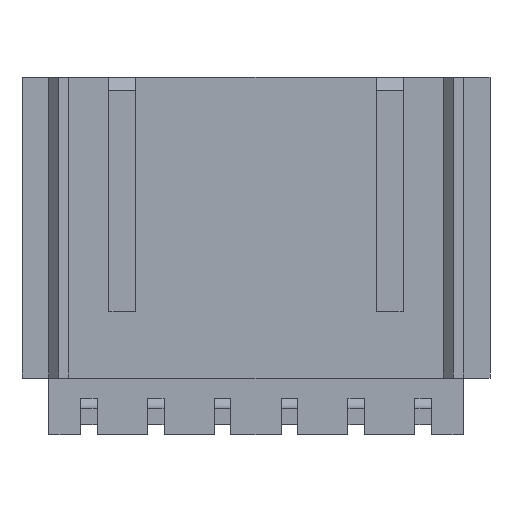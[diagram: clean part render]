
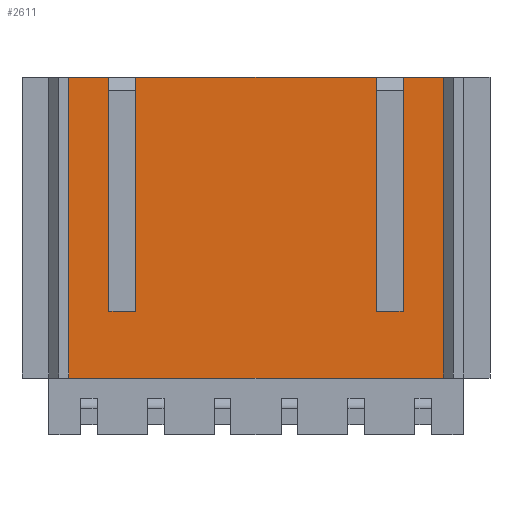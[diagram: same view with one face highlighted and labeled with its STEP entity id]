
A CAD part, front view. The second image highlights one B-rep face of the part: STEP entity #2611.
In plain terms, the highlighted planar face has unit normal (0, -1, 0).
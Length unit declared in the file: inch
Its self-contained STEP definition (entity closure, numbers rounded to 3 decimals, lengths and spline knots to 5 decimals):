
#13=DIRECTION('',(1.,0.,0.));
#14=VECTOR('',#13,0.56);
#15=CARTESIAN_POINT('',(-0.28,-0.1,-0.225));
#16=LINE('',#15,#14);
#65=DIRECTION('',(1.,0.,0.));
#66=VECTOR('',#65,0.04);
#67=CARTESIAN_POINT('',(-0.22,-0.1,-0.125));
#68=LINE('',#67,#66);
#69=DIRECTION('',(0.,0.,-1.));
#70=VECTOR('',#69,0.35);
#71=CARTESIAN_POINT('',(-0.18,-0.1,0.225));
#72=LINE('',#71,#70);
#73=DIRECTION('',(0.,0.,-1.));
#74=VECTOR('',#73,0.35);
#75=CARTESIAN_POINT('',(0.18,-0.1,0.225));
#76=LINE('',#75,#74);
#77=DIRECTION('',(1.,0.,0.));
#78=VECTOR('',#77,0.04);
#79=CARTESIAN_POINT('',(0.18,-0.1,-0.125));
#80=LINE('',#79,#78);
#81=DIRECTION('',(0.,0.,-1.));
#82=VECTOR('',#81,0.35);
#83=CARTESIAN_POINT('',(0.22,-0.1,0.225));
#84=LINE('',#83,#82);
#85=DIRECTION('',(0.,0.,1.));
#86=VECTOR('',#85,0.45);
#87=CARTESIAN_POINT('',(0.28,-0.1,-0.225));
#88=LINE('',#87,#86);
#89=DIRECTION('',(0.,0.,1.));
#90=VECTOR('',#89,0.45);
#91=CARTESIAN_POINT('',(-0.28,-0.1,-0.225));
#92=LINE('',#91,#90);
#93=DIRECTION('',(0.,0.,-1.));
#94=VECTOR('',#93,0.35);
#95=CARTESIAN_POINT('',(-0.22,-0.1,0.225));
#96=LINE('',#95,#94);
#105=DIRECTION('',(1.,0.,0.));
#106=VECTOR('',#105,0.36);
#107=CARTESIAN_POINT('',(-0.18,-0.1,0.225));
#108=LINE('',#107,#106);
#121=DIRECTION('',(1.,0.,0.));
#122=VECTOR('',#121,0.06);
#123=CARTESIAN_POINT('',(-0.28,-0.1,0.225));
#124=LINE('',#123,#122);
#177=DIRECTION('',(1.,0.,0.));
#178=VECTOR('',#177,0.06);
#179=CARTESIAN_POINT('',(0.22,-0.1,0.225));
#180=LINE('',#179,#178);
#2033=CARTESIAN_POINT('',(0.18,-0.1,0.225));
#2035=VERTEX_POINT('',#2033);
#2037=CARTESIAN_POINT('',(0.22,-0.1,0.225));
#2039=VERTEX_POINT('',#2037);
#2041=CARTESIAN_POINT('',(-0.22,-0.1,-0.125));
#2042=CARTESIAN_POINT('',(-0.18,-0.1,-0.125));
#2043=VERTEX_POINT('',#2041);
#2044=VERTEX_POINT('',#2042);
#2045=CARTESIAN_POINT('',(0.18,-0.1,-0.125));
#2046=VERTEX_POINT('',#2045);
#2047=CARTESIAN_POINT('',(0.22,-0.1,-0.125));
#2048=VERTEX_POINT('',#2047);
#2077=CARTESIAN_POINT('',(-0.22,-0.1,0.225));
#2078=VERTEX_POINT('',#2077);
#2079=CARTESIAN_POINT('',(-0.18,-0.1,0.225));
#2080=VERTEX_POINT('',#2079);
#2161=CARTESIAN_POINT('',(0.28,-0.1,-0.225));
#2162=CARTESIAN_POINT('',(0.28,-0.1,0.225));
#2163=VERTEX_POINT('',#2161);
#2164=VERTEX_POINT('',#2162);
#2173=CARTESIAN_POINT('',(-0.28,-0.1,-0.225));
#2174=CARTESIAN_POINT('',(-0.28,-0.1,0.225));
#2175=VERTEX_POINT('',#2173);
#2176=VERTEX_POINT('',#2174);
#2581=CARTESIAN_POINT('',(-0.35,-0.1,-0.225));
#2582=DIRECTION('',(0.,-1.,0.));
#2583=DIRECTION('',(1.,0.,0.));
#2584=AXIS2_PLACEMENT_3D('',#2581,#2582,#2583);
#2585=PLANE('',#2584);
#2587=ORIENTED_EDGE('',*,*,#2586,.T.);
#2589=ORIENTED_EDGE('',*,*,#2588,.F.);
#2591=ORIENTED_EDGE('',*,*,#2590,.T.);
#2593=ORIENTED_EDGE('',*,*,#2592,.T.);
#2595=ORIENTED_EDGE('',*,*,#2594,.T.);
#2597=ORIENTED_EDGE('',*,*,#2596,.F.);
#2599=ORIENTED_EDGE('',*,*,#2598,.T.);
#2601=ORIENTED_EDGE('',*,*,#2600,.F.);
#2602=ORIENTED_EDGE('',*,*,#2524,.F.);
#2604=ORIENTED_EDGE('',*,*,#2603,.T.);
#2606=ORIENTED_EDGE('',*,*,#2605,.T.);
#2608=ORIENTED_EDGE('',*,*,#2607,.T.);
#2609=EDGE_LOOP('',(#2587,#2589,#2591,#2593,#2595,#2597,#2599,#2601,#2602,#2604,
#2606,#2608));
#2610=FACE_OUTER_BOUND('',#2609,.F.);
#2611=ADVANCED_FACE('',(#2610),#2585,.T.);
#2524=EDGE_CURVE('',#2175,#2163,#16,.T.);
#2586=EDGE_CURVE('',#2043,#2044,#68,.T.);
#2588=EDGE_CURVE('',#2080,#2044,#72,.T.);
#2590=EDGE_CURVE('',#2080,#2035,#108,.T.);
#2592=EDGE_CURVE('',#2035,#2046,#76,.T.);
#2594=EDGE_CURVE('',#2046,#2048,#80,.T.);
#2596=EDGE_CURVE('',#2039,#2048,#84,.T.);
#2598=EDGE_CURVE('',#2039,#2164,#180,.T.);
#2600=EDGE_CURVE('',#2163,#2164,#88,.T.);
#2603=EDGE_CURVE('',#2175,#2176,#92,.T.);
#2605=EDGE_CURVE('',#2176,#2078,#124,.T.);
#2607=EDGE_CURVE('',#2078,#2043,#96,.T.);
